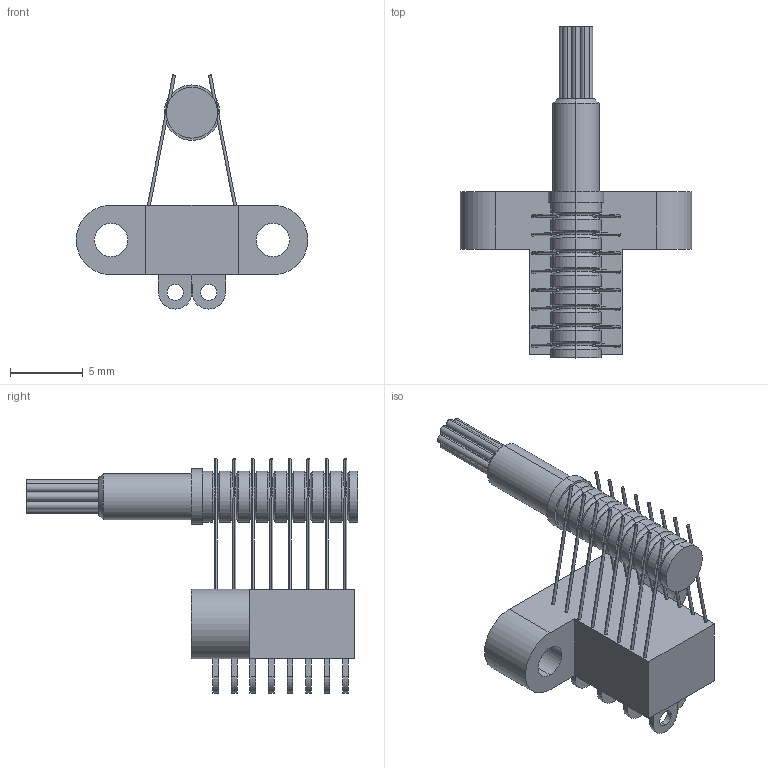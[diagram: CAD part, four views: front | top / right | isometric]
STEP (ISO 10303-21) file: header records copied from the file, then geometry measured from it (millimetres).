
FILE_DESCRIPTION (( 'STEP AP203' ), '1' );
FILE_NAME ('RSP108.STEP', '2020-07-16T00:47:49', ( '微软用户' ), ( '微软中国' ), 'SwSTEP 2.0', 'SolidWorks 2014', '' );
FILE_SCHEMA (( 'CONFIG_CONTROL_DESIGN' ));
Length unit declared in the file: millimetre
Products named in the file (1): RSP108
Bounding box: 15.88 x 22.78 x 16.07 mm (x, y, z)
Volume: 648.7 mm3; surface area: 968.4 mm2
Topology: 2 solids, 2 shells, 218 faces, 490 edges, 310 vertices
Faces by surface type: cylinder 116, plane 68, torus 32, cone 2
Entity records: 6815 total; most frequent: CARTESIAN_POINT 1787, DIRECTION 1082, ORIENTED_EDGE 980, EDGE_CURVE 490, AXIS2_PLACEMENT_3D 437, VERTEX_POINT 310, EDGE_LOOP 272, CIRCLE 218
